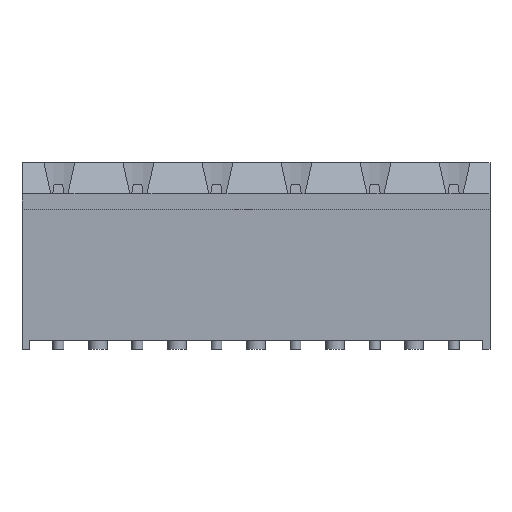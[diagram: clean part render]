
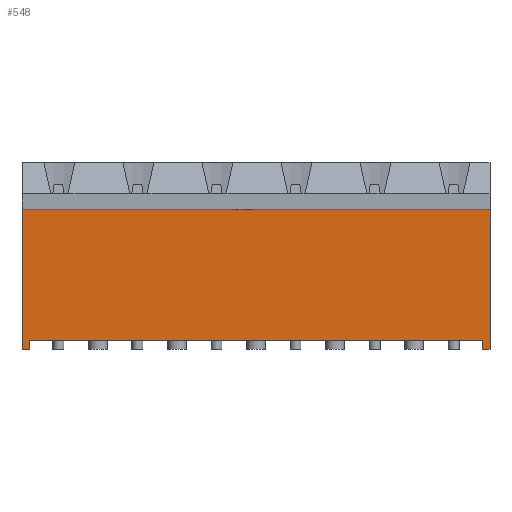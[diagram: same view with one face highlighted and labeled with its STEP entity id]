
A CAD part, front view. The second image highlights one B-rep face of the part: STEP entity #548.
In plain terms, the highlighted planar face has unit normal (0, -1, 0).
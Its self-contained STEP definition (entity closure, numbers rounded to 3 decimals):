
#548 = ADVANCED_FACE( '', ( #1201 ), #1202, .T. );
#1201 = FACE_OUTER_BOUND( '', #1978, .T. );
#1202 = PLANE( '', #1979 );
#1978 = EDGE_LOOP( '', ( #3311, #3312, #3313, #3314, #3315, #3316, #3317, #3318, #3319, #3320, #3321, #3322, #3323, #3324 ) );
#1979 = AXIS2_PLACEMENT_3D( '', #3325, #3326, #3327 );
#3311 = ORIENTED_EDGE( '', *, *, #5205, .F. );
#3312 = ORIENTED_EDGE( '', *, *, #4767, .F. );
#3313 = ORIENTED_EDGE( '', *, *, #5206, .F. );
#3314 = ORIENTED_EDGE( '', *, *, #5207, .T. );
#3315 = ORIENTED_EDGE( '', *, *, #5208, .T. );
#3316 = ORIENTED_EDGE( '', *, *, #5209, .T. );
#3317 = ORIENTED_EDGE( '', *, *, #4896, .F. );
#3318 = ORIENTED_EDGE( '', *, *, #4841, .T. );
#3319 = ORIENTED_EDGE( '', *, *, #4863, .F. );
#3320 = ORIENTED_EDGE( '', *, *, #5210, .F. );
#3321 = ORIENTED_EDGE( '', *, *, #5211, .F. );
#3322 = ORIENTED_EDGE( '', *, *, #4815, .F. );
#3323 = ORIENTED_EDGE( '', *, *, #5212, .F. );
#3324 = ORIENTED_EDGE( '', *, *, #4753, .F. );
#3325 = CARTESIAN_POINT( '', ( 0., 0.8, 0. ) );
#3326 = DIRECTION( '', ( 0., -1., 0. ) );
#3327 = DIRECTION( '', ( 0., 0., -1. ) );
#4753 = EDGE_CURVE( '', #5675, #5677, #5678, .T. );
#4767 = EDGE_CURVE( '', #5701, #5703, #5704, .T. );
#4815 = EDGE_CURVE( '', #5784, #5620, #5786, .T. );
#4841 = EDGE_CURVE( '', #5830, #5828, #5831, .T. );
#4863 = EDGE_CURVE( '', #5868, #5828, #5869, .T. );
#4896 = EDGE_CURVE( '', #5830, #5927, #5928, .T. );
#5205 = EDGE_CURVE( '', #5703, #5675, #6416, .T. );
#5206 = EDGE_CURVE( '', #6417, #5701, #6418, .T. );
#5207 = EDGE_CURVE( '', #6417, #6419, #6420, .T. );
#5208 = EDGE_CURVE( '', #6419, #6421, #6422, .T. );
#5209 = EDGE_CURVE( '', #6421, #5927, #6423, .T. );
#5210 = EDGE_CURVE( '', #6424, #5868, #6425, .T. );
#5211 = EDGE_CURVE( '', #5620, #6424, #6426, .T. );
#5212 = EDGE_CURVE( '', #5677, #5784, #6427, .T. );
#5620 = VERTEX_POINT( '', #6940 );
#5675 = VERTEX_POINT( '', #7017 );
#5677 = VERTEX_POINT( '', #7019 );
#5678 = LINE( '', #7020, #7021 );
#5701 = VERTEX_POINT( '', #7053 );
#5703 = VERTEX_POINT( '', #7056 );
#5704 = LINE( '', #7057, #7058 );
#5784 = VERTEX_POINT( '', #7167 );
#5786 = LINE( '', #7169, #7170 );
#5828 = VERTEX_POINT( '', #7230 );
#5830 = VERTEX_POINT( '', #7233 );
#5831 = LINE( '', #7234, #7235 );
#5868 = VERTEX_POINT( '', #7289 );
#5869 = LINE( '', #7290, #7291 );
#5927 = VERTEX_POINT( '', #7373 );
#5928 = LINE( '', #7374, #7375 );
#6416 = LINE( '', #8070, #8071 );
#6417 = VERTEX_POINT( '', #8072 );
#6418 = LINE( '', #8073, #8074 );
#6419 = VERTEX_POINT( '', #8075 );
#6420 = LINE( '', #8076, #8077 );
#6421 = VERTEX_POINT( '', #8078 );
#6422 = LINE( '', #8079, #8080 );
#6423 = LINE( '', #8081, #8082 );
#6424 = VERTEX_POINT( '', #8083 );
#6425 = LINE( '', #8084, #8085 );
#6426 = LINE( '', #8086, #8087 );
#6427 = LINE( '', #8088, #8089 );
#6940 = CARTESIAN_POINT( '', ( 14.1, 0.8, 0.6 ) );
#7017 = CARTESIAN_POINT( '', ( 29.34, 0.8, 0.6 ) );
#7019 = CARTESIAN_POINT( '', ( 24.26, 0.8, 0.6 ) );
#7020 = CARTESIAN_POINT( '', ( 32.08, 0.8, 0.6 ) );
#7021 = VECTOR( '', #8849, 1000. );
#7053 = CARTESIAN_POINT( '', ( 31.18, 0.8, 0. ) );
#7056 = CARTESIAN_POINT( '', ( 31.18, 0.8, 0.6 ) );
#7057 = CARTESIAN_POINT( '', ( 31.18, 0.8, 0. ) );
#7058 = VECTOR( '', #8863, 1000. );
#7167 = CARTESIAN_POINT( '', ( 19.18, 0.8, 0.6 ) );
#7169 = CARTESIAN_POINT( '', ( 32.08, 0.8, 0.6 ) );
#7170 = VECTOR( '', #8920, 1000. );
#7230 = CARTESIAN_POINT( '', ( 2.1, 0.8, 0.6 ) );
#7233 = CARTESIAN_POINT( '', ( 2.1, 0.8, 0. ) );
#7234 = CARTESIAN_POINT( '', ( 2.1, 0.8, 0. ) );
#7235 = VECTOR( '', #8940, 1000. );
#7289 = CARTESIAN_POINT( '', ( 3.94, 0.8, 0.6 ) );
#7290 = CARTESIAN_POINT( '', ( 32.08, 0.8, 0.6 ) );
#7291 = VECTOR( '', #8958, 1000. );
#7373 = CARTESIAN_POINT( '', ( 1.6, 0.8, 0. ) );
#7374 = CARTESIAN_POINT( '', ( 2.1, 0.8, 0. ) );
#7375 = VECTOR( '', #8992, 1000. );
#8070 = CARTESIAN_POINT( '', ( 32.08, 0.8, 0.6 ) );
#8071 = VECTOR( '', #9314, 1000. );
#8072 = CARTESIAN_POINT( '', ( 31.68, 0.8, 0. ) );
#8073 = CARTESIAN_POINT( '', ( 31.68, 0.8, 0. ) );
#8074 = VECTOR( '', #9315, 1000. );
#8075 = CARTESIAN_POINT( '', ( 31.68, 0.8, 9. ) );
#8076 = CARTESIAN_POINT( '', ( 31.68, 0.8, 0. ) );
#8077 = VECTOR( '', #9316, 1000. );
#8078 = CARTESIAN_POINT( '', ( 1.6, 0.8, 9. ) );
#8079 = CARTESIAN_POINT( '', ( 33.28, 0.8, 9. ) );
#8080 = VECTOR( '', #9317, 1000. );
#8081 = CARTESIAN_POINT( '', ( 1.6, 0.8, 0. ) );
#8082 = VECTOR( '', #9318, 1000. );
#8083 = CARTESIAN_POINT( '', ( 9.02, 0.8, 0.6 ) );
#8084 = CARTESIAN_POINT( '', ( 32.08, 0.8, 0.6 ) );
#8085 = VECTOR( '', #9319, 1000. );
#8086 = CARTESIAN_POINT( '', ( 32.08, 0.8, 0.6 ) );
#8087 = VECTOR( '', #9320, 1000. );
#8088 = CARTESIAN_POINT( '', ( 32.08, 0.8, 0.6 ) );
#8089 = VECTOR( '', #9321, 1000. );
#8849 = DIRECTION( '', ( -1., 0., 0. ) );
#8863 = DIRECTION( '', ( 0., 0., 1. ) );
#8920 = DIRECTION( '', ( -1., 0., 0. ) );
#8940 = DIRECTION( '', ( 0., 0., 1. ) );
#8958 = DIRECTION( '', ( -1., 0., 0. ) );
#8992 = DIRECTION( '', ( -1., 0., 0. ) );
#9314 = DIRECTION( '', ( -1., 0., 0. ) );
#9315 = DIRECTION( '', ( -1., 0., 0. ) );
#9316 = DIRECTION( '', ( 0., 0., 1. ) );
#9317 = DIRECTION( '', ( -1., 0., 0. ) );
#9318 = DIRECTION( '', ( 0., 0., -1. ) );
#9319 = DIRECTION( '', ( -1., 0., 0. ) );
#9320 = DIRECTION( '', ( -1., 0., 0. ) );
#9321 = DIRECTION( '', ( -1., 0., 0. ) );
